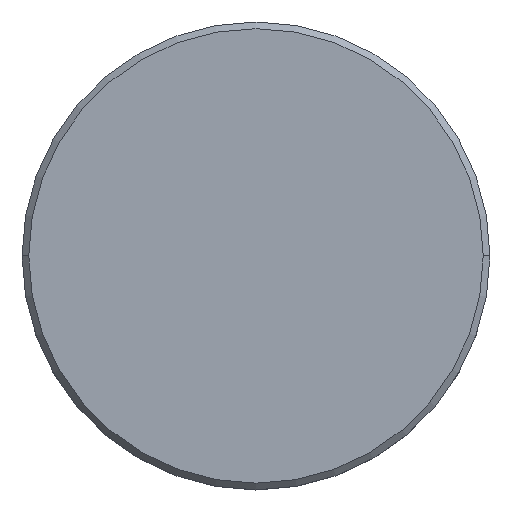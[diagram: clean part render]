
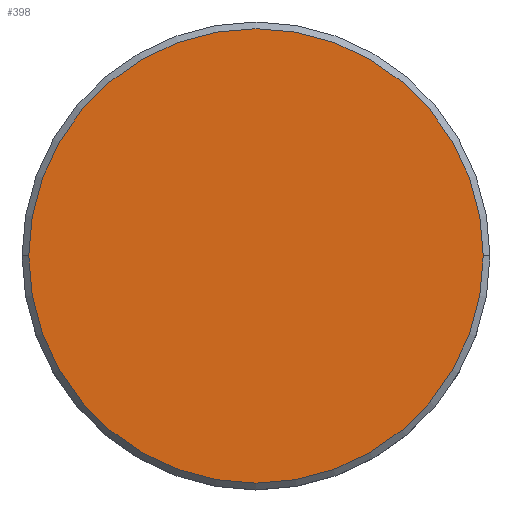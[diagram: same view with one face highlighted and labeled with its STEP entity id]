
A CAD part, top view. The second image highlights one B-rep face of the part: STEP entity #398.
In plain terms, the highlighted planar face has unit normal (0, 0, 1).
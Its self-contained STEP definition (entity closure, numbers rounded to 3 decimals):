
#33 = VERTEX_POINT ( 'NONE', #625 ) ;
#51 = CARTESIAN_POINT ( 'NONE',  ( 17., 0., 0. ) ) ;
#113 = ORIENTED_EDGE ( 'NONE', *, *, #539, .T. ) ;
#214 = CARTESIAN_POINT ( 'NONE',  ( 0., 0., 0. ) ) ;
#274 = AXIS2_PLACEMENT_3D ( 'NONE', #214, #887, #599 ) ;
#297 = CARTESIAN_POINT ( 'NONE',  ( 0., 0., 0. ) ) ;
#301 = ORIENTED_EDGE ( 'NONE', *, *, #639, .T. ) ;
#393 = DIRECTION ( 'NONE',  ( 1., 0., 0. ) ) ;
#398 = ADVANCED_FACE ( 'NONE', ( #845 ), #1109, .T. ) ;
#535 = DIRECTION ( 'NONE',  ( 0., 0., 1. ) ) ;
#537 = VERTEX_POINT ( 'NONE', #51 ) ;
#539 = EDGE_CURVE ( 'NONE', #537, #33, #630, .T. ) ;
#599 = DIRECTION ( 'NONE',  ( 1., 0., 0. ) ) ;
#625 = CARTESIAN_POINT ( 'NONE',  ( -17., 0., 0. ) ) ;
#630 = CIRCLE ( 'NONE', #274, 17. ) ;
#639 = EDGE_CURVE ( 'NONE', #33, #537, #665, .T. ) ;
#665 = CIRCLE ( 'NONE', #1049, 17. ) ;
#731 = DIRECTION ( 'NONE',  ( 0., 0., 1. ) ) ;
#783 = EDGE_LOOP ( 'NONE', ( #301, #113 ) ) ;
#835 = AXIS2_PLACEMENT_3D ( 'NONE', #297, #731, #393 ) ;
#845 = FACE_OUTER_BOUND ( 'NONE', #783, .T. ) ;
#887 = DIRECTION ( 'NONE',  ( 0., 0., 1. ) ) ;
#1049 = AXIS2_PLACEMENT_3D ( 'NONE', #1063, #535, #1178 ) ;
#1063 = CARTESIAN_POINT ( 'NONE',  ( 0., 0., 0. ) ) ;
#1109 = PLANE ( 'NONE',  #835 ) ;
#1178 = DIRECTION ( 'NONE',  ( 1., 0., 0. ) ) ;
